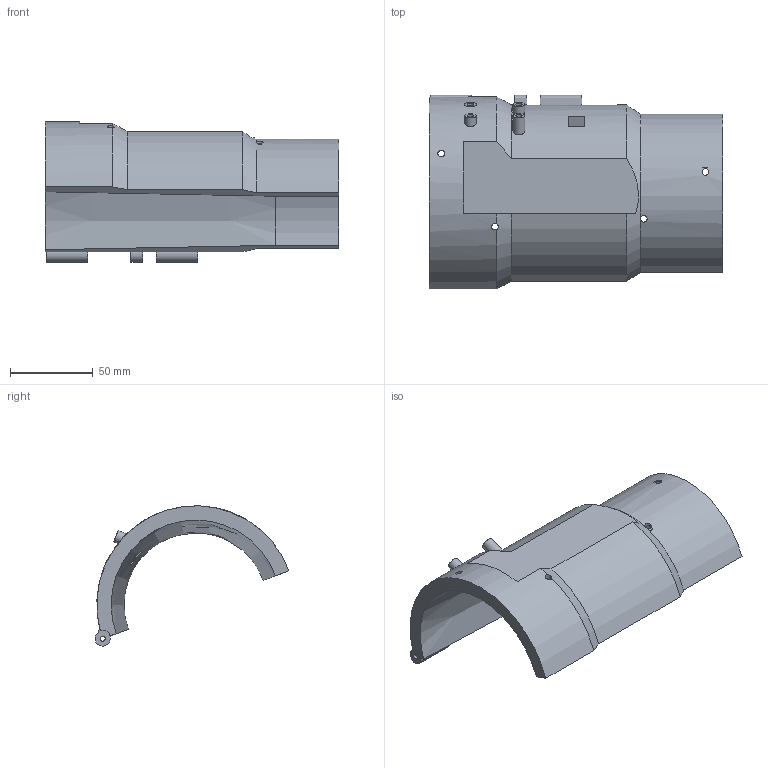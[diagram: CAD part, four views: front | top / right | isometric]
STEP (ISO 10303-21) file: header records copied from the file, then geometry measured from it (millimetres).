
FILE_DESCRIPTION(/* description */ ('STEP AP242','CAx-IF Rec.Pracs.---Representation and Presentation of Product Manufacturing Information (PMI)---4.0---2014-10-13','CAx-IF Rec.Pracs.---3D Tessellated Geometry---0.4---2014-09-14','2;1'),/* implementation_level */ '2;1');
FILE_NAME(/* name */ 'Part Studio 1 - Arm Front',/* time_stamp */ '2025-07-18T20:34:47Z',/* author */ (''),/* organization */ (''),/* preprocessor_version */ 'ST-DEVELOPER v20',/* originating_system */ 'ONSHAPE BY PTC INC, 1.201',/* authorisation */ ' ');
FILE_SCHEMA (('AP242_MANAGED_MODEL_BASED_3D_ENGINEERING_MIM_LF { 1 0 10303 442 1 1 4 }'));
Length unit declared in the file: metre
Products named in the file (1): Arm Front
Bounding box: 178 x 117.41 x 85.08 mm (x, y, z)
Volume: 215703.7 mm3; surface area: 66415.4 mm2
Topology: 1 solids, 1 shells, 70 faces, 174 edges, 116 vertices
Faces by surface type: cylinder 31, plane 31, cone 8
Full cylindrical faces by diameter (mm): 2.94 x1, 3.15 x2, 3.55 x1, 4 x8, 6 x4, 7.24 x3
Entity records: 2097 total; most frequent: CARTESIAN_POINT 511, DIRECTION 320, ORIENTED_EDGE 280, EDGE_CURVE 140, AXIS2_PLACEMENT_3D 132, FACE_BOUND 122, EDGE_LOOP 119, VERTEX_POINT 108
